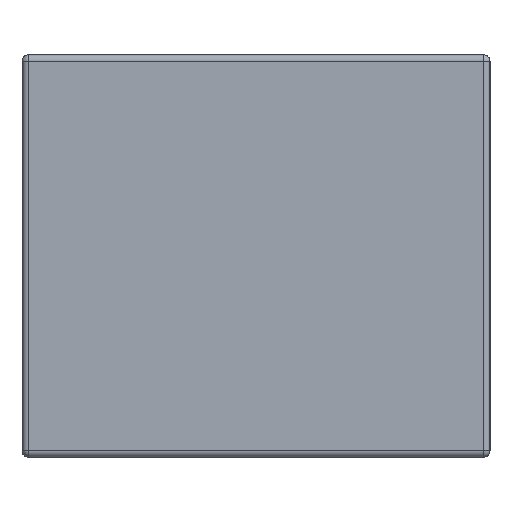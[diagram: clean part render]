
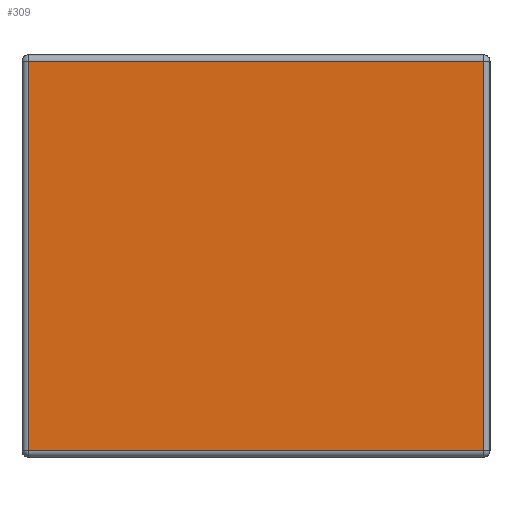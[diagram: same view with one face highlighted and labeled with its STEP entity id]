
A CAD part, left-side view. The second image highlights one B-rep face of the part: STEP entity #309.
In plain terms, the highlighted planar face has unit normal (-1, 0, 0).
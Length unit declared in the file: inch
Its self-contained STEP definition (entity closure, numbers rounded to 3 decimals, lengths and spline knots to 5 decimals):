
#172 = EDGE_LOOP ( 'NONE', ( #1735, #1484, #753, #1328 ) ) ;
#174 = VERTEX_POINT ( 'NONE', #1404 ) ;
#193 = CARTESIAN_POINT ( 'NONE',  ( -0.0395, 0.00079, -0.02371 ) ) ;
#196 = CARTESIAN_POINT ( 'NONE',  ( -0.0395, 0.00079, 0.02371 ) ) ;
#307 = DIRECTION ( 'NONE',  ( 1., 0., 0. ) ) ;
#309 = ADVANCED_FACE ( 'NONE', ( #1249 ), #852, .F. ) ;
#342 = VECTOR ( 'NONE', #803, 39.37008 ) ;
#450 = CARTESIAN_POINT ( 'NONE',  ( -0.0395, 0.05621, -0.02371 ) ) ;
#473 = DIRECTION ( 'NONE',  ( 0., 0., 1. ) ) ;
#501 = DIRECTION ( 'NONE',  ( 0., 1., 0. ) ) ;
#656 = VECTOR ( 'NONE', #501, 39.37008 ) ;
#658 = VERTEX_POINT ( 'NONE', #193 ) ;
#702 = LINE ( 'NONE', #1165, #1367 ) ;
#717 = CARTESIAN_POINT ( 'NONE',  ( -0.0395, 0.05621, 0.02371 ) ) ;
#720 = EDGE_CURVE ( 'NONE', #658, #174, #907, .T. ) ;
#753 = ORIENTED_EDGE ( 'NONE', *, *, #720, .T. ) ;
#773 = AXIS2_PLACEMENT_3D ( 'NONE', #1008, #307, #1301 ) ;
#803 = DIRECTION ( 'NONE',  ( 0., -1., 0. ) ) ;
#817 = CARTESIAN_POINT ( 'NONE',  ( -0.0395, 0.057, -0.02371 ) ) ;
#852 = PLANE ( 'NONE',  #773 ) ;
#907 = LINE ( 'NONE', #196, #1544 ) ;
#946 = LINE ( 'NONE', #1655, #656 ) ;
#1007 = DIRECTION ( 'NONE',  ( 0., 0., -1. ) ) ;
#1008 = CARTESIAN_POINT ( 'NONE',  ( -0.0395, 0.057, 0.0245 ) ) ;
#1077 = VERTEX_POINT ( 'NONE', #717 ) ;
#1142 = EDGE_CURVE ( 'NONE', #1077, #1596, #702, .T. ) ;
#1165 = CARTESIAN_POINT ( 'NONE',  ( -0.0395, 0.05621, 0.0245 ) ) ;
#1249 = FACE_OUTER_BOUND ( 'NONE', #172, .T. ) ;
#1301 = DIRECTION ( 'NONE',  ( 0., 0., -1. ) ) ;
#1307 = EDGE_CURVE ( 'NONE', #174, #1077, #946, .T. ) ;
#1328 = ORIENTED_EDGE ( 'NONE', *, *, #1307, .T. ) ;
#1367 = VECTOR ( 'NONE', #1007, 39.37008 ) ;
#1404 = CARTESIAN_POINT ( 'NONE',  ( -0.0395, 0.00079, 0.02371 ) ) ;
#1465 = EDGE_CURVE ( 'NONE', #1596, #658, #1471, .T. ) ;
#1471 = LINE ( 'NONE', #817, #342 ) ;
#1484 = ORIENTED_EDGE ( 'NONE', *, *, #1465, .T. ) ;
#1544 = VECTOR ( 'NONE', #473, 39.37008 ) ;
#1596 = VERTEX_POINT ( 'NONE', #450 ) ;
#1655 = CARTESIAN_POINT ( 'NONE',  ( -0.0395, 0.057, 0.02371 ) ) ;
#1735 = ORIENTED_EDGE ( 'NONE', *, *, #1142, .T. ) ;
